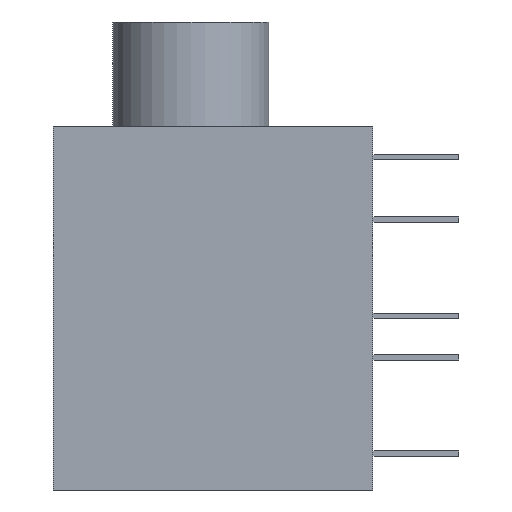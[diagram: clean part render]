
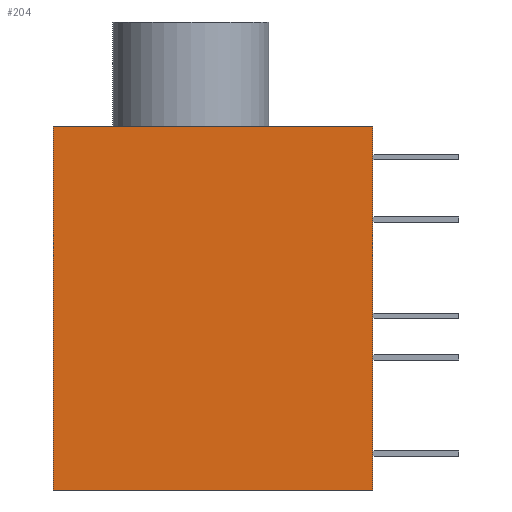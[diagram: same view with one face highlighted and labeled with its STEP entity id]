
A CAD part, left-side view. The second image highlights one B-rep face of the part: STEP entity #204.
In plain terms, the highlighted planar face has unit normal (-1, 0, 0).
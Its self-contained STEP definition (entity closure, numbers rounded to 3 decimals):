
#126 = VERTEX_POINT('',#127);
#127 = CARTESIAN_POINT('',(-4.1,6.15,7.));
#144 = VERTEX_POINT('',#145);
#145 = CARTESIAN_POINT('',(-4.1,-6.15,7.));
#151 = EDGE_CURVE('',#144,#126,#152,.T.);
#152 = LINE('',#153,#154);
#153 = CARTESIAN_POINT('',(-4.1,-6.15,7.));
#154 = VECTOR('',#155,1.);
#155 = DIRECTION('',(0.,1.,0.));
#177 = EDGE_CURVE('',#178,#126,#180,.T.);
#178 = VERTEX_POINT('',#179);
#179 = CARTESIAN_POINT('',(-4.1,6.15,-7.));
#180 = LINE('',#181,#182);
#181 = CARTESIAN_POINT('',(-4.1,6.15,-7.));
#182 = VECTOR('',#183,1.);
#183 = DIRECTION('',(0.,0.,1.));
#204 = ADVANCED_FACE('',(#205),#223,.T.);
#205 = FACE_BOUND('',#206,.T.);
#206 = EDGE_LOOP('',(#207,#215,#216,#217));
#207 = ORIENTED_EDGE('',*,*,#208,.T.);
#208 = EDGE_CURVE('',#209,#144,#211,.T.);
#209 = VERTEX_POINT('',#210);
#210 = CARTESIAN_POINT('',(-4.1,-6.15,-7.));
#211 = LINE('',#212,#213);
#212 = CARTESIAN_POINT('',(-4.1,-6.15,-7.));
#213 = VECTOR('',#214,1.);
#214 = DIRECTION('',(0.,0.,1.));
#215 = ORIENTED_EDGE('',*,*,#151,.T.);
#216 = ORIENTED_EDGE('',*,*,#177,.F.);
#217 = ORIENTED_EDGE('',*,*,#218,.F.);
#218 = EDGE_CURVE('',#209,#178,#219,.T.);
#219 = LINE('',#220,#221);
#220 = CARTESIAN_POINT('',(-4.1,-6.15,-7.));
#221 = VECTOR('',#222,1.);
#222 = DIRECTION('',(0.,1.,0.));
#223 = PLANE('',#224);
#224 = AXIS2_PLACEMENT_3D('',#225,#226,#227);
#225 = CARTESIAN_POINT('',(-4.1,-6.15,-7.));
#226 = DIRECTION('',(-1.,0.,0.));
#227 = DIRECTION('',(0.,1.,0.));
